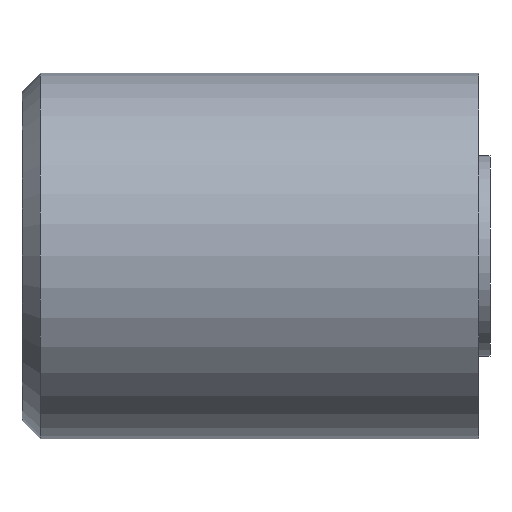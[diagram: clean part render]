
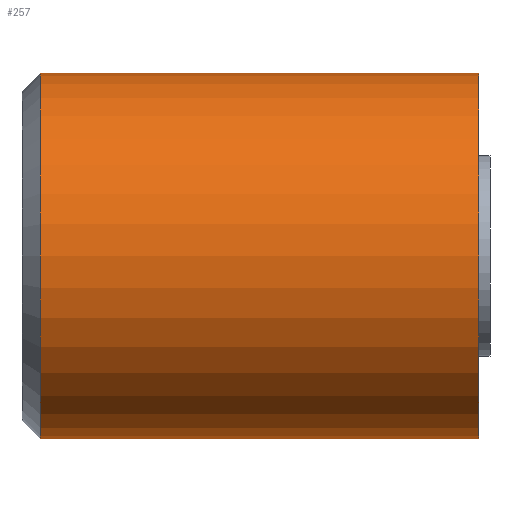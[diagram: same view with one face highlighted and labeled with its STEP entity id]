
A CAD part, front view. The second image highlights one B-rep face of the part: STEP entity #257.
In plain terms, the highlighted cylindrical face has radius 4 mm (diameter 8 mm), a full revolution.
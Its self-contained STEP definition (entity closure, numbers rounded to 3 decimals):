
#257 = ADVANCED_FACE( '', ( #555, #556 ), #557, .T. );
#555 = FACE_OUTER_BOUND( '', #965, .T. );
#556 = FACE_OUTER_BOUND( '', #966, .T. );
#557 = CYLINDRICAL_SURFACE( '', #967, 4. );
#965 = EDGE_LOOP( '', ( #1921 ) );
#966 = EDGE_LOOP( '', ( #1922 ) );
#967 = AXIS2_PLACEMENT_3D( '', #1923, #1924, #1925 );
#1921 = ORIENTED_EDGE( '', *, *, #2737, .T. );
#1922 = ORIENTED_EDGE( '', *, *, #2886, .F. );
#1923 = CARTESIAN_POINT( '', ( 10., 0., 0. ) );
#1924 = DIRECTION( '', ( -1., 0., 0. ) );
#1925 = DIRECTION( '', ( 0., 0., -1. ) );
#2737 = EDGE_CURVE( '', #3300, #3300, #3301, .T. );
#2886 = EDGE_CURVE( '', #3531, #3531, #3532, .T. );
#3300 = VERTEX_POINT( '', #4140 );
#3301 = CIRCLE( '', #4141, 4. );
#3531 = VERTEX_POINT( '', #4492 );
#3532 = CIRCLE( '', #4493, 4. );
#4140 = CARTESIAN_POINT( '', ( 0., 0., -4. ) );
#4141 = AXIS2_PLACEMENT_3D( '', #5095, #5096, #5097 );
#4492 = CARTESIAN_POINT( '', ( 9.6, 0., -4. ) );
#4493 = AXIS2_PLACEMENT_3D( '', #5300, #5301, #5302 );
#5095 = CARTESIAN_POINT( '', ( 0., 0., 0. ) );
#5096 = DIRECTION( '', ( 1., 0., 0. ) );
#5097 = DIRECTION( '', ( 0., 0., -1. ) );
#5300 = CARTESIAN_POINT( '', ( 9.6, 0., 0. ) );
#5301 = DIRECTION( '', ( 1., 0., 0. ) );
#5302 = DIRECTION( '', ( 0., 0., -1. ) );
